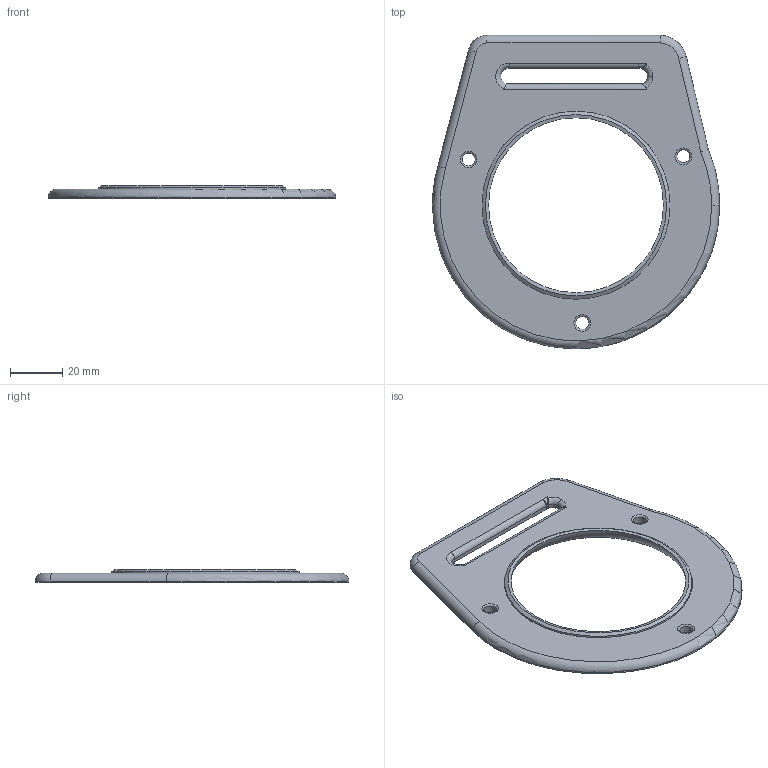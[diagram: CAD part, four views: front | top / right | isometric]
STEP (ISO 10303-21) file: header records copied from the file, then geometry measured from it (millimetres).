
FILE_DESCRIPTION(('HOOPS Exchange Step'),'2;1');
FILE_NAME('temp_export.step','2020-04-22T19:02:24+19:00',('mobile'),('Shapr3D Limited'),'HOOPS Exchange 2018.1','Shapr3D','Authorized');
FILE_SCHEMA( ('AP203_CONFIGURATION_CONTROLLED_3D_DESIGN_OF_MECHANICAL_PARTS_AND_ASSEMBLIES_MIM_LF') );
Length unit declared in the file: millimetre
Products named in the file (1): temp_export.x_b
Bounding box: 110 x 120.14 x 4.86 mm (x, y, z)
Volume: 13510.4 mm3; surface area: 19273.1 mm2
Topology: 2 solids, 2 shells, 92 faces, 235 edges, 152 vertices
Faces by surface type: cylinder 43, plane 25, torus 21, cone 3
Full cylindrical faces by diameter (mm): 5 x3, 8 x3, 72 x2, 75 x1
Entity records: 3273 total; most frequent: CARTESIAN_POINT 924, DIRECTION 518, ORIENTED_EDGE 470, EDGE_CURVE 235, AXIS2_PLACEMENT_3D 212, VERTEX_POINT 152, CIRCLE 113, EDGE_LOOP 109
